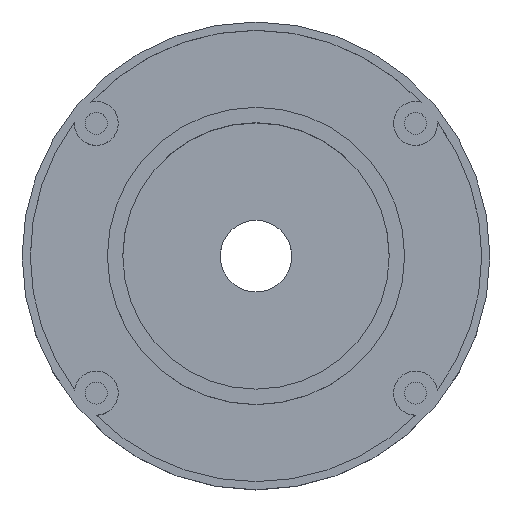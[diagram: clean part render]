
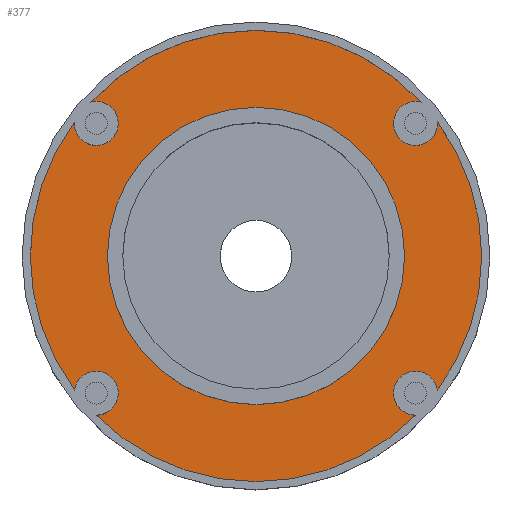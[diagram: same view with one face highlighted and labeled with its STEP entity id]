
A CAD part, top view. The second image highlights one B-rep face of the part: STEP entity #377.
In plain terms, the highlighted planar face has unit normal (0, 0, 1).
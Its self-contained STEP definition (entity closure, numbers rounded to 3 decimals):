
#16=FACE_BOUND('',#70,.T.);
#30=PLANE('',#425);
#41=FACE_OUTER_BOUND('',#69,.T.);
#69=EDGE_LOOP('',(#262,#263,#264,#265,#266,#267,#268,#269));
#70=EDGE_LOOP('',(#270));
#140=CIRCLE('',#426,2.);
#141=CIRCLE('',#427,20.5);
#142=CIRCLE('',#428,2.);
#143=CIRCLE('',#429,20.5);
#144=CIRCLE('',#430,2.);
#145=CIRCLE('',#431,20.5);
#146=CIRCLE('',#432,2.);
#147=CIRCLE('',#433,20.5);
#148=CIRCLE('',#434,13.5);
#174=VERTEX_POINT('',#637);
#175=VERTEX_POINT('',#638);
#176=VERTEX_POINT('',#640);
#177=VERTEX_POINT('',#642);
#178=VERTEX_POINT('',#644);
#179=VERTEX_POINT('',#646);
#180=VERTEX_POINT('',#648);
#181=VERTEX_POINT('',#650);
#182=VERTEX_POINT('',#653);
#209=EDGE_CURVE('',#174,#175,#140,.T.);
#210=EDGE_CURVE('',#176,#174,#141,.T.);
#211=EDGE_CURVE('',#177,#176,#142,.T.);
#212=EDGE_CURVE('',#178,#177,#143,.T.);
#213=EDGE_CURVE('',#179,#178,#144,.T.);
#214=EDGE_CURVE('',#180,#179,#145,.T.);
#215=EDGE_CURVE('',#181,#180,#146,.T.);
#216=EDGE_CURVE('',#175,#181,#147,.T.);
#217=EDGE_CURVE('',#182,#182,#148,.T.);
#262=ORIENTED_EDGE('',*,*,#209,.F.);
#263=ORIENTED_EDGE('',*,*,#210,.F.);
#264=ORIENTED_EDGE('',*,*,#211,.F.);
#265=ORIENTED_EDGE('',*,*,#212,.F.);
#266=ORIENTED_EDGE('',*,*,#213,.F.);
#267=ORIENTED_EDGE('',*,*,#214,.F.);
#268=ORIENTED_EDGE('',*,*,#215,.F.);
#269=ORIENTED_EDGE('',*,*,#216,.F.);
#270=ORIENTED_EDGE('',*,*,#217,.F.);
#377=ADVANCED_FACE('',(#41,#16),#30,.T.);
#425=AXIS2_PLACEMENT_3D('',#636,#502,#503);
#426=AXIS2_PLACEMENT_3D('',#639,#504,#505);
#427=AXIS2_PLACEMENT_3D('',#641,#506,#507);
#428=AXIS2_PLACEMENT_3D('',#643,#508,#509);
#429=AXIS2_PLACEMENT_3D('',#645,#510,#511);
#430=AXIS2_PLACEMENT_3D('',#647,#512,#513);
#431=AXIS2_PLACEMENT_3D('',#649,#514,#515);
#432=AXIS2_PLACEMENT_3D('',#651,#516,#517);
#433=AXIS2_PLACEMENT_3D('',#652,#518,#519);
#434=AXIS2_PLACEMENT_3D('',#654,#520,#521);
#502=DIRECTION('center_axis',(0.,0.,1.));
#503=DIRECTION('ref_axis',(1.,0.,0.));
#504=DIRECTION('center_axis',(0.,0.,1.));
#505=DIRECTION('ref_axis',(1.,0.,0.));
#506=DIRECTION('center_axis',(0.,0.,-1.));
#507=DIRECTION('ref_axis',(1.,0.,0.));
#508=DIRECTION('center_axis',(0.,0.,1.));
#509=DIRECTION('ref_axis',(1.,0.,0.));
#510=DIRECTION('center_axis',(0.,0.,-1.));
#511=DIRECTION('ref_axis',(1.,0.,0.));
#512=DIRECTION('center_axis',(0.,0.,1.));
#513=DIRECTION('ref_axis',(1.,0.,0.));
#514=DIRECTION('center_axis',(0.,0.,-1.));
#515=DIRECTION('ref_axis',(1.,0.,0.));
#516=DIRECTION('center_axis',(0.,0.,1.));
#517=DIRECTION('ref_axis',(1.,0.,0.));
#518=DIRECTION('center_axis',(0.,0.,-1.));
#519=DIRECTION('ref_axis',(1.,0.,0.));
#520=DIRECTION('center_axis',(0.,0.,1.));
#521=DIRECTION('ref_axis',(1.,0.,0.));
#636=CARTESIAN_POINT('Origin',(0.,0.,10.));
#637=CARTESIAN_POINT('',(15.,13.973,10.));
#638=CARTESIAN_POINT('',(16.484,12.187,10.));
#639=CARTESIAN_POINT('Origin',(14.49,12.039,10.));
#640=CARTESIAN_POINT('',(-14.994,13.98,10.));
#641=CARTESIAN_POINT('Origin',(0.,0.,10.));
#642=CARTESIAN_POINT('',(-16.507,12.156,10.));
#643=CARTESIAN_POINT('Origin',(-14.51,12.039,10.));
#644=CARTESIAN_POINT('',(-16.49,-12.179,10.));
#645=CARTESIAN_POINT('Origin',(0.,0.,10.));
#646=CARTESIAN_POINT('',(-14.531,-14.461,10.));
#647=CARTESIAN_POINT('Origin',(-14.51,-12.461,10.));
#648=CARTESIAN_POINT('',(14.531,-14.46,10.));
#649=CARTESIAN_POINT('Origin',(0.,0.,10.));
#650=CARTESIAN_POINT('',(16.473,-12.202,10.));
#651=CARTESIAN_POINT('Origin',(14.49,-12.461,10.));
#652=CARTESIAN_POINT('Origin',(0.,0.,10.));
#653=CARTESIAN_POINT('',(-13.5,0.,10.));
#654=CARTESIAN_POINT('Origin',(0.,0.,10.));
